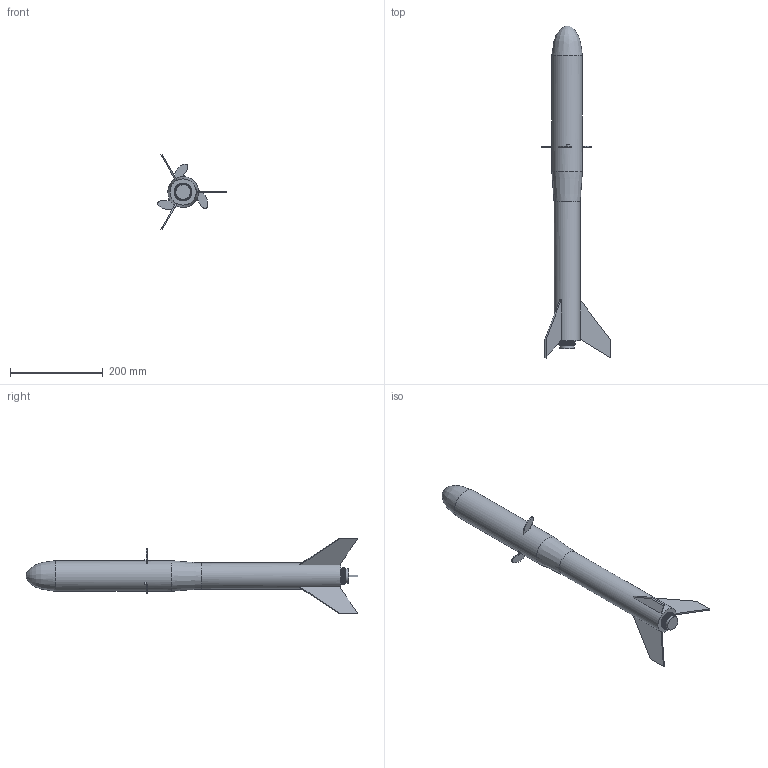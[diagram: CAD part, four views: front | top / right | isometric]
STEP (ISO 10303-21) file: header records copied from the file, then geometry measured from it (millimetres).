
FILE_DESCRIPTION(/* description */ (''),/* implementation_level */ '2;1');
FILE_NAME(/* name */ 'Full Assembly BT70-BT80 Full Flaps Simplified.stp',/* time_stamp */ '2021-11-07T20:33:10-06:00',/* author */ ('judso'),/* organization */ (''),/* preprocessor_version */ 'ST-DEVELOPER v18.1',/* originating_system */ 'Autodesk Inventor 2022',/* authorisation */ '');
FILE_SCHEMA (('AUTOMOTIVE_DESIGN { 1 0 10303 214 3 1 1 }'));
Length unit declared in the file: millimetre
Products named in the file (1): Full Assembly BT70-BT80 Full Flaps Simplified
Bounding box: 148.05 x 714.6 x 162.94 mm (x, y, z)
Volume: 1988983.5 mm3; surface area: 162945.6 mm2
Topology: 1 solids, 1 shells, 4145 faces, 6856 edges, 2714 vertices
Faces by surface type: plane 4109, cylinder 31, bspline 4, cone 1
Full cylindrical faces by diameter (mm): 31.242 x1, 56.3 x1, 66 x1
Entity records: 91042 total; most frequent: DIRECTION 15224, CARTESIAN_POINT 13846, ORIENTED_EDGE 13710, EDGE_CURVE 6855, LINE 6756, VECTOR 6756, AXIS2_PLACEMENT_3D 4234, EDGE_LOOP 4153
